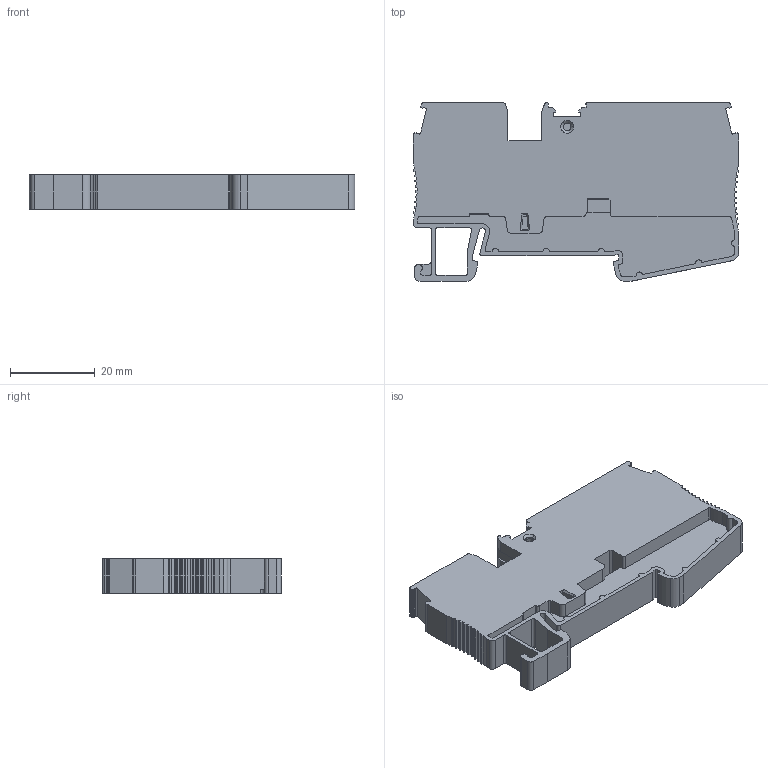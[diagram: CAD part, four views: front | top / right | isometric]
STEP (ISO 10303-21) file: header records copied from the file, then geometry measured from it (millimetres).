
FILE_DESCRIPTION((''),'2;1');
FILE_NAME('01','2022-04-29T',('Administrator'),(''),'PRO/ENGINEER BY PARAMETRIC TECHNOLOGY CORPORATION, 2013230','PRO/ENGINEER BY PARAMETRIC TECHNOLOGY CORPORATION, 2013230','');
FILE_SCHEMA(('CONFIG_CONTROL_DESIGN'));
Length unit declared in the file: millimetre
Products named in the file (1): 01
Bounding box: 77.02 x 42.2 x 8.2 mm (x, y, z)
Volume: 16743 mm3; surface area: 12130.4 mm2
Topology: 1 solids, 1 shells, 623 faces, 1775 edges, 1166 vertices
Faces by surface type: plane 430, cylinder 177, cone 14, torus 2
Entity records: 23996 total; most frequent: CARTESIAN_POINT 3858, ORIENTED_EDGE 3550, DIRECTION 3315, EDGE_CURVE 1775, VECTOR 1365, LINE 1365, VERTEX_POINT 1166, AXIS2_PLACEMENT_3D 975
